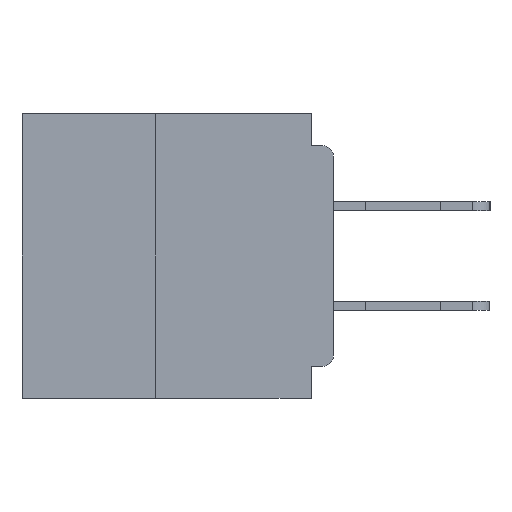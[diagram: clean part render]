
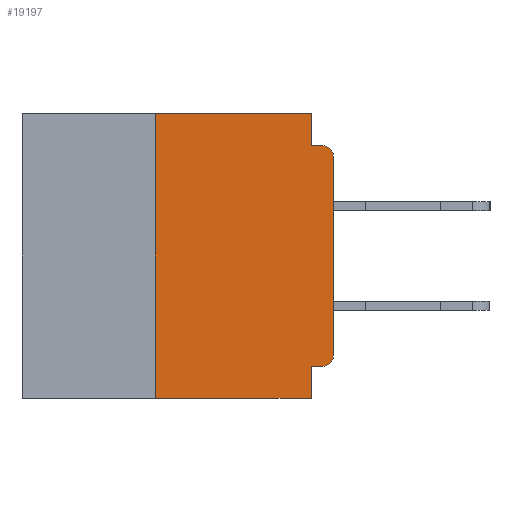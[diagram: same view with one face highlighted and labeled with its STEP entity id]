
A CAD part, left-side view. The second image highlights one B-rep face of the part: STEP entity #19197.
In plain terms, the highlighted planar face has unit normal (-1, 0, 0).
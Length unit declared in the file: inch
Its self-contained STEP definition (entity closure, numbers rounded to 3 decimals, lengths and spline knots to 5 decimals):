
#1566 = DIRECTION ( 'NONE',  ( -1., 0., 0. ) ) ;
#1946 = VERTEX_POINT ( 'NONE', #19392 ) ;
#2294 = DIRECTION ( 'NONE',  ( 0., 0., 1. ) ) ;
#2937 = CARTESIAN_POINT ( 'NONE',  ( 0., 0., -0.355 ) ) ;
#3063 = DIRECTION ( 'NONE',  ( -1., 0., 0. ) ) ;
#4320 = ORIENTED_EDGE ( 'NONE', *, *, #28944, .F. ) ;
#4518 = DIRECTION ( 'NONE',  ( 0., 0., -1. ) ) ;
#4642 = VERTEX_POINT ( 'NONE', #45996 ) ;
#4679 = VECTOR ( 'NONE', #18375, 39.37008 ) ;
#5840 = LINE ( 'NONE', #14788, #4679 ) ;
#6030 = VECTOR ( 'NONE', #2294, 39.37008 ) ;
#6173 = LINE ( 'NONE', #2937, #7315 ) ;
#6242 = LINE ( 'NONE', #44479, #33941 ) ;
#6546 = ORIENTED_EDGE ( 'NONE', *, *, #25362, .F. ) ;
#7098 = PLANE ( 'NONE',  #42958 ) ;
#7315 = VECTOR ( 'NONE', #28211, 39.37008 ) ;
#8130 = CARTESIAN_POINT ( 'NONE',  ( 0., 0., -0.06 ) ) ;
#9193 = ORIENTED_EDGE ( 'NONE', *, *, #41110, .T. ) ;
#10439 = VECTOR ( 'NONE', #4518, 39.37008 ) ;
#10561 = VERTEX_POINT ( 'NONE', #8130 ) ;
#11613 = EDGE_CURVE ( 'NONE', #35874, #29556, #6173, .T. ) ;
#11677 = CARTESIAN_POINT ( 'NONE',  ( 0., 0.031, -0.4 ) ) ;
#13214 = CARTESIAN_POINT ( 'NONE',  ( 0., 0.015, -0.355 ) ) ;
#14023 = ORIENTED_EDGE ( 'NONE', *, *, #25594, .T. ) ;
#14788 = CARTESIAN_POINT ( 'NONE',  ( 0., 0., -0.045 ) ) ;
#15192 = AXIS2_PLACEMENT_3D ( 'NONE', #24662, #3063, #28335 ) ;
#15917 = LINE ( 'NONE', #21343, #32824 ) ;
#16060 = EDGE_CURVE ( 'NONE', #35874, #22030, #44689, .T. ) ;
#17994 = DIRECTION ( 'NONE',  ( 1., 0., 0. ) ) ;
#18375 = DIRECTION ( 'NONE',  ( 0., -1., 0. ) ) ;
#18561 = ORIENTED_EDGE ( 'NONE', *, *, #34675, .F. ) ;
#19025 = CIRCLE ( 'NONE', #15192, 0.015 ) ;
#19197 = ADVANCED_FACE ( 'NONE', ( #39799 ), #7098, .F. ) ;
#19392 = CARTESIAN_POINT ( 'NONE',  ( 0., 0.031, -0.045 ) ) ;
#19992 = LINE ( 'NONE', #11677, #10439 ) ;
#21343 = CARTESIAN_POINT ( 'NONE',  ( 0., 0.437, -0.4 ) ) ;
#21685 = VERTEX_POINT ( 'NONE', #28993 ) ;
#21973 = ORIENTED_EDGE ( 'NONE', *, *, #29519, .F. ) ;
#22030 = VERTEX_POINT ( 'NONE', #32782 ) ;
#22754 = EDGE_CURVE ( 'NONE', #32091, #21685, #6242, .T. ) ;
#23133 = CARTESIAN_POINT ( 'NONE',  ( 0., 0.015, -0.34 ) ) ;
#23264 = ORIENTED_EDGE ( 'NONE', *, *, #11613, .F. ) ;
#23466 = DIRECTION ( 'NONE',  ( 0., 0., -1. ) ) ;
#24662 = CARTESIAN_POINT ( 'NONE',  ( 0., 0.015, -0.06 ) ) ;
#25178 = LINE ( 'NONE', #45450, #6030 ) ;
#25315 = CARTESIAN_POINT ( 'NONE',  ( 0., 0.25, 0. ) ) ;
#25362 = EDGE_CURVE ( 'NONE', #33305, #32091, #44949, .T. ) ;
#25594 = EDGE_CURVE ( 'NONE', #22030, #10561, #25178, .T. ) ;
#25773 = VECTOR ( 'NONE', #33422, 39.37008 ) ;
#28141 = CARTESIAN_POINT ( 'NONE',  ( 0., 0.031, 0. ) ) ;
#28211 = DIRECTION ( 'NONE',  ( 0., 1., 0. ) ) ;
#28335 = DIRECTION ( 'NONE',  ( 0., 0., -1. ) ) ;
#28576 = CARTESIAN_POINT ( 'NONE',  ( 0., 0.25, -0.4 ) ) ;
#28944 = EDGE_CURVE ( 'NONE', #29556, #4642, #19992, .T. ) ;
#28993 = CARTESIAN_POINT ( 'NONE',  ( 0., 0.031, 0. ) ) ;
#29519 = EDGE_CURVE ( 'NONE', #1946, #37862, #5840, .T. ) ;
#29556 = VERTEX_POINT ( 'NONE', #40112 ) ;
#30024 = CARTESIAN_POINT ( 'NONE',  ( 0., 0.015, -0.045 ) ) ;
#30213 = DIRECTION ( 'NONE',  ( 0., -1., 0. ) ) ;
#31772 = DIRECTION ( 'NONE',  ( 0., 0., -1. ) ) ;
#32091 = VERTEX_POINT ( 'NONE', #25315 ) ;
#32782 = CARTESIAN_POINT ( 'NONE',  ( 0., 0., -0.34 ) ) ;
#32824 = VECTOR ( 'NONE', #43066, 39.37008 ) ;
#33305 = VERTEX_POINT ( 'NONE', #28576 ) ;
#33422 = DIRECTION ( 'NONE',  ( 0., 0., 1. ) ) ;
#33941 = VECTOR ( 'NONE', #30213, 39.37008 ) ;
#34675 = EDGE_CURVE ( 'NONE', #21685, #1946, #40368, .T. ) ;
#35470 = ORIENTED_EDGE ( 'NONE', *, *, #22754, .F. ) ;
#35874 = VERTEX_POINT ( 'NONE', #13214 ) ;
#37862 = VERTEX_POINT ( 'NONE', #30024 ) ;
#38614 = ORIENTED_EDGE ( 'NONE', *, *, #16060, .T. ) ;
#39247 = VECTOR ( 'NONE', #31772, 39.37008 ) ;
#39799 = FACE_OUTER_BOUND ( 'NONE', #46376, .T. ) ;
#40112 = CARTESIAN_POINT ( 'NONE',  ( 0., 0.031, -0.355 ) ) ;
#40157 = AXIS2_PLACEMENT_3D ( 'NONE', #23133, #1566, #23466 ) ;
#40368 = LINE ( 'NONE', #28141, #39247 ) ;
#41110 = EDGE_CURVE ( 'NONE', #10561, #37862, #19025, .T. ) ;
#42958 = AXIS2_PLACEMENT_3D ( 'NONE', #46602, #17994, #43146 ) ;
#43066 = DIRECTION ( 'NONE',  ( 0., -1., 0. ) ) ;
#43146 = DIRECTION ( 'NONE',  ( 0., 0., -1. ) ) ;
#44054 = CARTESIAN_POINT ( 'NONE',  ( 0., 0.25, -0.4 ) ) ;
#44479 = CARTESIAN_POINT ( 'NONE',  ( 0., 0.437, 0. ) ) ;
#44689 = CIRCLE ( 'NONE', #40157, 0.015 ) ;
#44949 = LINE ( 'NONE', #44054, #25773 ) ;
#45096 = EDGE_CURVE ( 'NONE', #33305, #4642, #15917, .T. ) ;
#45450 = CARTESIAN_POINT ( 'NONE',  ( 0., 0., 0. ) ) ;
#45525 = ORIENTED_EDGE ( 'NONE', *, *, #45096, .T. ) ;
#45996 = CARTESIAN_POINT ( 'NONE',  ( 0., 0.031, -0.4 ) ) ;
#46376 = EDGE_LOOP ( 'NONE', ( #14023, #9193, #21973, #18561, #35470, #6546, #45525, #4320, #23264, #38614 ) ) ;
#46602 = CARTESIAN_POINT ( 'NONE',  ( 0., 0.437, 0. ) ) ;
